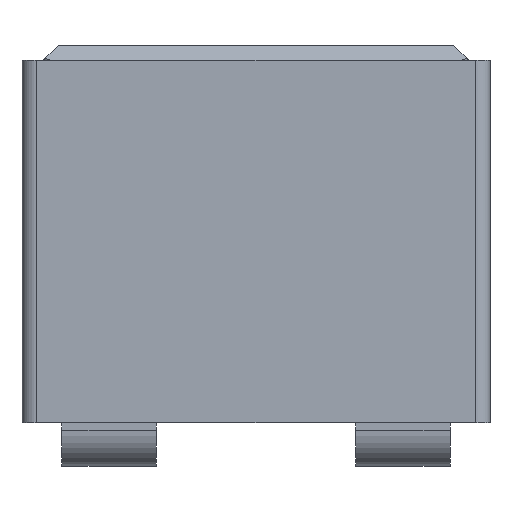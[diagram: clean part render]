
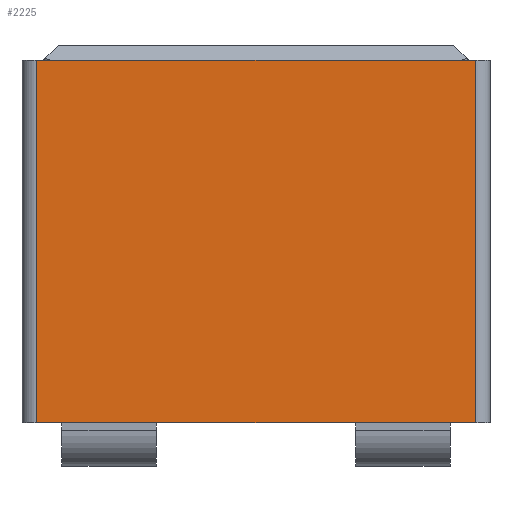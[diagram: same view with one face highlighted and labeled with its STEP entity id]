
A CAD part, front view. The second image highlights one B-rep face of the part: STEP entity #2225.
In plain terms, the highlighted planar face has unit normal (0, -1, 0).
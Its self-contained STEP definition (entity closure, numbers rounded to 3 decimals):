
#1697 = VERTEX_POINT('',#1698);
#1698 = CARTESIAN_POINT('',(-3.025,-3.325,5.63));
#1705 = EDGE_CURVE('',#1697,#1706,#1708,.T.);
#1706 = VERTEX_POINT('',#1707);
#1707 = CARTESIAN_POINT('',(3.025,-3.325,5.63));
#1708 = LINE('',#1709,#1710);
#1709 = CARTESIAN_POINT('',(-3.225,-3.325,5.63));
#1710 = VECTOR('',#1711,1.);
#1711 = DIRECTION('',(1.,0.,0.));
#2125 = EDGE_CURVE('',#2126,#2128,#2130,.T.);
#2126 = VERTEX_POINT('',#2127);
#2127 = CARTESIAN_POINT('',(3.025,-3.325,0.63));
#2128 = VERTEX_POINT('',#2129);
#2129 = CARTESIAN_POINT('',(-3.025,-3.325,0.63));
#2130 = LINE('',#2131,#2132);
#2131 = CARTESIAN_POINT('',(3.225,-3.325,0.63));
#2132 = VECTOR('',#2133,1.);
#2133 = DIRECTION('',(-1.,0.,0.));
#2225 = ADVANCED_FACE('',(#2226),#2242,.T.);
#2226 = FACE_BOUND('',#2227,.T.);
#2227 = EDGE_LOOP('',(#2228,#2234,#2235,#2241));
#2228 = ORIENTED_EDGE('',*,*,#2229,.F.);
#2229 = EDGE_CURVE('',#1706,#2126,#2230,.T.);
#2230 = LINE('',#2231,#2232);
#2231 = CARTESIAN_POINT('',(3.025,-3.325,5.83));
#2232 = VECTOR('',#2233,1.);
#2233 = DIRECTION('',(0.,0.,-1.));
#2234 = ORIENTED_EDGE('',*,*,#1705,.F.);
#2235 = ORIENTED_EDGE('',*,*,#2236,.T.);
#2236 = EDGE_CURVE('',#1697,#2128,#2237,.T.);
#2237 = LINE('',#2238,#2239);
#2238 = CARTESIAN_POINT('',(-3.025,-3.325,5.83));
#2239 = VECTOR('',#2240,1.);
#2240 = DIRECTION('',(0.,0.,-1.));
#2241 = ORIENTED_EDGE('',*,*,#2125,.F.);
#2242 = PLANE('',#2243);
#2243 = AXIS2_PLACEMENT_3D('',#2244,#2245,#2246);
#2244 = CARTESIAN_POINT('',(3.225,-3.325,5.83));
#2245 = DIRECTION('',(0.,-1.,0.));
#2246 = DIRECTION('',(1.,0.,0.));
